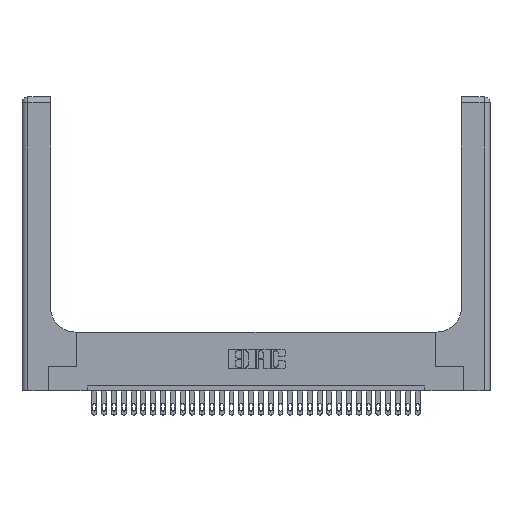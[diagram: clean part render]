
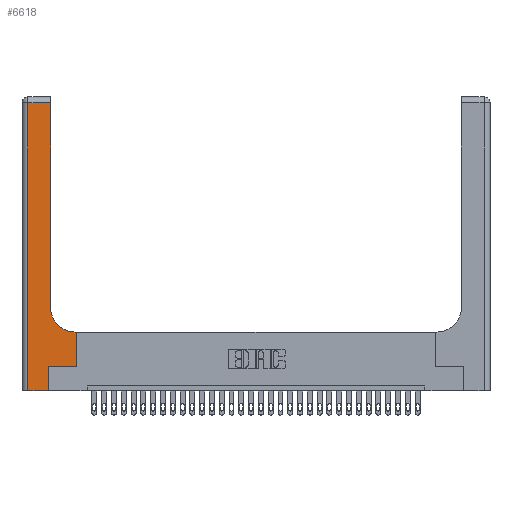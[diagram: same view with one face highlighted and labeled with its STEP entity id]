
A CAD part, top view. The second image highlights one B-rep face of the part: STEP entity #6618.
In plain terms, the highlighted planar face has unit normal (0, 0, 1).
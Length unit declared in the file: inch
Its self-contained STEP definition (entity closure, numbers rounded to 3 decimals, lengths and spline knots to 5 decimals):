
#602 = DIRECTION ( 'NONE',  ( 0., 1., 0. ) ) ;
#1608 = VECTOR ( 'NONE', #11109, 39.37008 ) ;
#2540 = LINE ( 'NONE', #26289, #11755 ) ;
#3217 = VERTEX_POINT ( 'NONE', #25850 ) ;
#3625 = VERTEX_POINT ( 'NONE', #6246 ) ;
#4122 = VERTEX_POINT ( 'NONE', #9369 ) ;
#4193 = VECTOR ( 'NONE', #602, 39.37008 ) ;
#4349 = VECTOR ( 'NONE', #8657, 39.37008 ) ;
#4685 = VECTOR ( 'NONE', #17110, 39.37008 ) ;
#4838 = CARTESIAN_POINT ( 'NONE',  ( 0.5415, 0.85, 0.37 ) ) ;
#5516 = LINE ( 'NONE', #27622, #30807 ) ;
#5568 = ORIENTED_EDGE ( 'NONE', *, *, #25806, .T. ) ;
#5878 = LINE ( 'NONE', #25872, #4349 ) ;
#6246 = CARTESIAN_POINT ( 'NONE',  ( 0.5585, 0.6, 0.37 ) ) ;
#6379 = ORIENTED_EDGE ( 'NONE', *, *, #18918, .T. ) ;
#6618 = ADVANCED_FACE ( 'NONE', ( #19718 ), #6772, .F. ) ;
#6772 = PLANE ( 'NONE',  #9184 ) ;
#7186 = ORIENTED_EDGE ( 'NONE', *, *, #15724, .T. ) ;
#7842 = CARTESIAN_POINT ( 'NONE',  ( 0.2915, 3., 0.37 ) ) ;
#8117 = CARTESIAN_POINT ( 'NONE',  ( 0.2915, 0.85, 0.37 ) ) ;
#8657 = DIRECTION ( 'NONE',  ( 0., -1., 0. ) ) ;
#8675 = CARTESIAN_POINT ( 'NONE',  ( 0.2915, 0.6, 0.37 ) ) ;
#9184 = AXIS2_PLACEMENT_3D ( 'NONE', #23848, #31262, #22022 ) ;
#9369 = CARTESIAN_POINT ( 'NONE',  ( 0.269, 0.25, 0.37 ) ) ;
#9836 = CARTESIAN_POINT ( 'NONE',  ( 0.06, 0., 0.37 ) ) ;
#9841 = LINE ( 'NONE', #11881, #24759 ) ;
#9956 = VERTEX_POINT ( 'NONE', #9836 ) ;
#10058 = CARTESIAN_POINT ( 'NONE',  ( 0.5415, 0.6, 0.37 ) ) ;
#10772 = ORIENTED_EDGE ( 'NONE', *, *, #25597, .T. ) ;
#11073 = VERTEX_POINT ( 'NONE', #22197 ) ;
#11109 = DIRECTION ( 'NONE',  ( -1., 0., 0. ) ) ;
#11187 = CARTESIAN_POINT ( 'NONE',  ( 0.06, 2.94, 0.37 ) ) ;
#11755 = VECTOR ( 'NONE', #21125, 39.37008 ) ;
#11881 = CARTESIAN_POINT ( 'NONE',  ( 0., 0., 0.37 ) ) ;
#11914 = CIRCLE ( 'NONE', #12836, 0.25 ) ;
#12149 = EDGE_CURVE ( 'NONE', #23675, #9956, #5878, .T. ) ;
#12208 = DIRECTION ( 'NONE',  ( 1., 0., 0. ) ) ;
#12836 = AXIS2_PLACEMENT_3D ( 'NONE', #4838, #29631, #12208 ) ;
#13704 = VERTEX_POINT ( 'NONE', #8117 ) ;
#14268 = LINE ( 'NONE', #29398, #4685 ) ;
#14315 = ORIENTED_EDGE ( 'NONE', *, *, #12149, .T. ) ;
#14560 = CARTESIAN_POINT ( 'NONE',  ( 0.5585, 0.25, 0.37 ) ) ;
#15474 = EDGE_CURVE ( 'NONE', #9956, #3217, #9841, .T. ) ;
#15724 = EDGE_CURVE ( 'NONE', #3217, #4122, #2540, .T. ) ;
#15759 = DIRECTION ( 'NONE',  ( -1., 0., 0. ) ) ;
#17039 = LINE ( 'NONE', #19184, #27722 ) ;
#17110 = DIRECTION ( 'NONE',  ( 0., 1., 0. ) ) ;
#18689 = EDGE_CURVE ( 'NONE', #20696, #3625, #14268, .T. ) ;
#18918 = EDGE_CURVE ( 'NONE', #20179, #13704, #11914, .T. ) ;
#19184 = CARTESIAN_POINT ( 'NONE',  ( 0.269, 0.25, 0.37 ) ) ;
#19255 = ORIENTED_EDGE ( 'NONE', *, *, #18689, .T. ) ;
#19433 = ORIENTED_EDGE ( 'NONE', *, *, #15474, .T. ) ;
#19718 = FACE_OUTER_BOUND ( 'NONE', #28703, .T. ) ;
#20179 = VERTEX_POINT ( 'NONE', #10058 ) ;
#20562 = LINE ( 'NONE', #7842, #4193 ) ;
#20696 = VERTEX_POINT ( 'NONE', #14560 ) ;
#21125 = DIRECTION ( 'NONE',  ( 0., 1., 0. ) ) ;
#21922 = ORIENTED_EDGE ( 'NONE', *, *, #22918, .T. ) ;
#21946 = LINE ( 'NONE', #8675, #1608 ) ;
#22022 = DIRECTION ( 'NONE',  ( -1., 0., 0. ) ) ;
#22197 = CARTESIAN_POINT ( 'NONE',  ( 0.2915, 2.94, 0.37 ) ) ;
#22918 = EDGE_CURVE ( 'NONE', #13704, #11073, #20562, .T. ) ;
#23675 = VERTEX_POINT ( 'NONE', #11187 ) ;
#23848 = CARTESIAN_POINT ( 'NONE',  ( 0., 3., 0.37 ) ) ;
#24759 = VECTOR ( 'NONE', #31263, 39.37008 ) ;
#25597 = EDGE_CURVE ( 'NONE', #4122, #20696, #17039, .T. ) ;
#25806 = EDGE_CURVE ( 'NONE', #11073, #23675, #5516, .T. ) ;
#25850 = CARTESIAN_POINT ( 'NONE',  ( 0.269, 0., 0.37 ) ) ;
#25872 = CARTESIAN_POINT ( 'NONE',  ( 0.06, 3., 0.37 ) ) ;
#26289 = CARTESIAN_POINT ( 'NONE',  ( 0.269, 0., 0.37 ) ) ;
#26377 = EDGE_CURVE ( 'NONE', #3625, #20179, #21946, .T. ) ;
#27622 = CARTESIAN_POINT ( 'NONE',  ( 0., 2.94, 0.37 ) ) ;
#27722 = VECTOR ( 'NONE', #31625, 39.37008 ) ;
#28703 = EDGE_LOOP ( 'NONE', ( #21922, #5568, #14315, #19433, #7186, #10772, #19255, #30637, #6379 ) ) ;
#29398 = CARTESIAN_POINT ( 'NONE',  ( 0.5585, 0.25, 0.37 ) ) ;
#29631 = DIRECTION ( 'NONE',  ( 0., 0., -1. ) ) ;
#30637 = ORIENTED_EDGE ( 'NONE', *, *, #26377, .T. ) ;
#30807 = VECTOR ( 'NONE', #15759, 39.37008 ) ;
#31262 = DIRECTION ( 'NONE',  ( 0., 0., -1. ) ) ;
#31263 = DIRECTION ( 'NONE',  ( 1., 0., 0. ) ) ;
#31625 = DIRECTION ( 'NONE',  ( 1., 0., 0. ) ) ;
